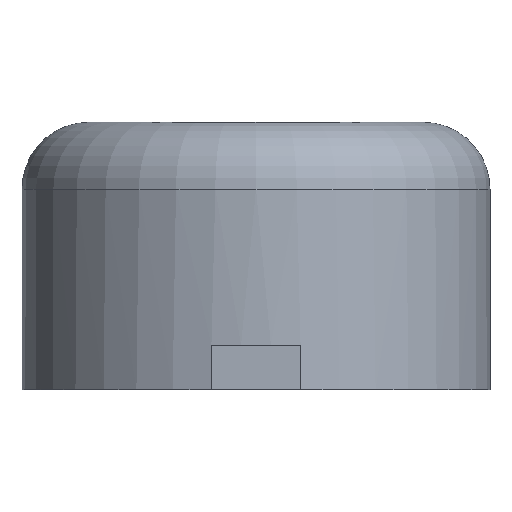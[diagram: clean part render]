
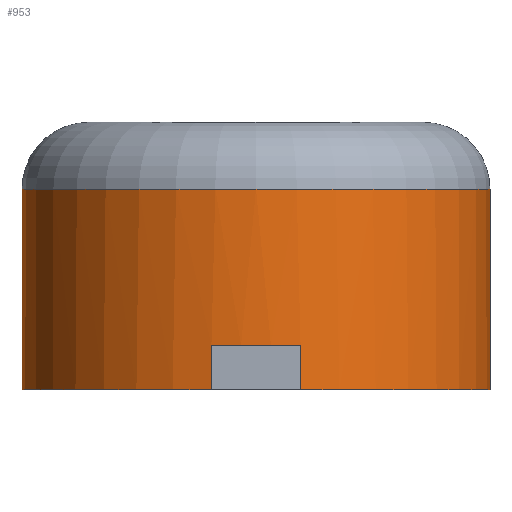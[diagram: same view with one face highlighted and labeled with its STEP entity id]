
A CAD part, front view. The second image highlights one B-rep face of the part: STEP entity #953.
In plain terms, the highlighted cylindrical face has radius 5.25 mm (diameter 10.5 mm), a full revolution.
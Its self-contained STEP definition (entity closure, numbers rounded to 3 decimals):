
#21=CIRCLE('',#993,5.25);
#22=CIRCLE('',#995,5.25);
#23=CIRCLE('',#996,5.25);
#24=CIRCLE('',#997,5.25);
#25=CIRCLE('',#998,5.25);
#26=CIRCLE('',#999,5.25);
#28=CYLINDRICAL_SURFACE('',#994,5.25);
#96=FACE_OUTER_BOUND('',#146,.T.);
#146=EDGE_LOOP('',(#769,#770,#771,#772,#773,#774,#775,#776,#777,#778,#779,
#780));
#209=LINE('',#1850,#280);
#210=LINE('',#1854,#281);
#211=LINE('',#1858,#282);
#212=LINE('',#1862,#283);
#213=LINE('',#1866,#284);
#280=VECTOR('',#1096,5.25);
#281=VECTOR('',#1099,10.);
#282=VECTOR('',#1102,10.);
#283=VECTOR('',#1105,10.);
#284=VECTOR('',#1108,10.);
#430=VERTEX_POINT('',#1845);
#431=VERTEX_POINT('',#1849);
#432=VERTEX_POINT('',#1851);
#433=VERTEX_POINT('',#1853);
#434=VERTEX_POINT('',#1855);
#435=VERTEX_POINT('',#1857);
#436=VERTEX_POINT('',#1859);
#437=VERTEX_POINT('',#1861);
#438=VERTEX_POINT('',#1863);
#439=VERTEX_POINT('',#1865);
#558=EDGE_CURVE('',#430,#430,#21,.T.);
#559=EDGE_CURVE('',#430,#431,#209,.T.);
#560=EDGE_CURVE('',#431,#432,#22,.T.);
#561=EDGE_CURVE('',#432,#433,#210,.T.);
#562=EDGE_CURVE('',#433,#434,#23,.T.);
#563=EDGE_CURVE('',#434,#435,#211,.T.);
#564=EDGE_CURVE('',#435,#436,#24,.T.);
#565=EDGE_CURVE('',#436,#437,#212,.T.);
#566=EDGE_CURVE('',#437,#438,#25,.T.);
#567=EDGE_CURVE('',#438,#439,#213,.T.);
#568=EDGE_CURVE('',#439,#431,#26,.T.);
#769=ORIENTED_EDGE('',*,*,#558,.F.);
#770=ORIENTED_EDGE('',*,*,#559,.T.);
#771=ORIENTED_EDGE('',*,*,#560,.T.);
#772=ORIENTED_EDGE('',*,*,#561,.T.);
#773=ORIENTED_EDGE('',*,*,#562,.T.);
#774=ORIENTED_EDGE('',*,*,#563,.T.);
#775=ORIENTED_EDGE('',*,*,#564,.T.);
#776=ORIENTED_EDGE('',*,*,#565,.T.);
#777=ORIENTED_EDGE('',*,*,#566,.T.);
#778=ORIENTED_EDGE('',*,*,#567,.T.);
#779=ORIENTED_EDGE('',*,*,#568,.T.);
#780=ORIENTED_EDGE('',*,*,#559,.F.);
#953=ADVANCED_FACE('',(#96),#28,.T.);
#993=AXIS2_PLACEMENT_3D('',#1847,#1092,#1093);
#994=AXIS2_PLACEMENT_3D('',#1848,#1094,#1095);
#995=AXIS2_PLACEMENT_3D('',#1852,#1097,#1098);
#996=AXIS2_PLACEMENT_3D('',#1856,#1100,#1101);
#997=AXIS2_PLACEMENT_3D('',#1860,#1103,#1104);
#998=AXIS2_PLACEMENT_3D('',#1864,#1106,#1107);
#999=AXIS2_PLACEMENT_3D('',#1867,#1109,#1110);
#1092=DIRECTION('center_axis',(0.,0.,1.));
#1093=DIRECTION('ref_axis',(1.,0.,0.));
#1094=DIRECTION('center_axis',(0.,0.,1.));
#1095=DIRECTION('ref_axis',(1.,0.,0.));
#1096=DIRECTION('',(0.,0.,-1.));
#1097=DIRECTION('center_axis',(0.,0.,1.));
#1098=DIRECTION('ref_axis',(1.,0.,0.));
#1099=DIRECTION('',(0.,0.,1.));
#1100=DIRECTION('center_axis',(0.,0.,1.));
#1101=DIRECTION('ref_axis',(1.,0.,0.));
#1102=DIRECTION('',(0.,0.,-1.));
#1103=DIRECTION('center_axis',(0.,0.,1.));
#1104=DIRECTION('ref_axis',(1.,0.,0.));
#1105=DIRECTION('',(0.,0.,1.));
#1106=DIRECTION('center_axis',(0.,0.,1.));
#1107=DIRECTION('ref_axis',(1.,0.,0.));
#1108=DIRECTION('',(0.,0.,-1.));
#1109=DIRECTION('center_axis',(0.,0.,1.));
#1110=DIRECTION('ref_axis',(1.,0.,0.));
#1845=CARTESIAN_POINT('',(-5.25,0.,4.5));
#1847=CARTESIAN_POINT('Origin',(0.,0.,4.5));
#1848=CARTESIAN_POINT('Origin',(0.,0.,0.));
#1849=CARTESIAN_POINT('',(-5.25,0.,0.));
#1850=CARTESIAN_POINT('',(-5.25,0.,0.));
#1851=CARTESIAN_POINT('',(-1.,-5.154,0.));
#1852=CARTESIAN_POINT('Origin',(0.,0.,0.));
#1853=CARTESIAN_POINT('',(-1.,-5.154,1.));
#1854=CARTESIAN_POINT('',(-1.,-5.154,0.));
#1855=CARTESIAN_POINT('',(1.,-5.154,1.));
#1856=CARTESIAN_POINT('Origin',(0.,0.,1.));
#1857=CARTESIAN_POINT('',(1.,-5.154,0.));
#1858=CARTESIAN_POINT('',(1.,-5.154,0.));
#1859=CARTESIAN_POINT('',(1.,5.154,0.));
#1860=CARTESIAN_POINT('Origin',(0.,0.,0.));
#1861=CARTESIAN_POINT('',(1.,5.154,1.));
#1862=CARTESIAN_POINT('',(1.,5.154,0.));
#1863=CARTESIAN_POINT('',(-1.,5.154,1.));
#1864=CARTESIAN_POINT('Origin',(0.,0.,1.));
#1865=CARTESIAN_POINT('',(-1.,5.154,0.));
#1866=CARTESIAN_POINT('',(-1.,5.154,0.));
#1867=CARTESIAN_POINT('Origin',(0.,0.,0.));
